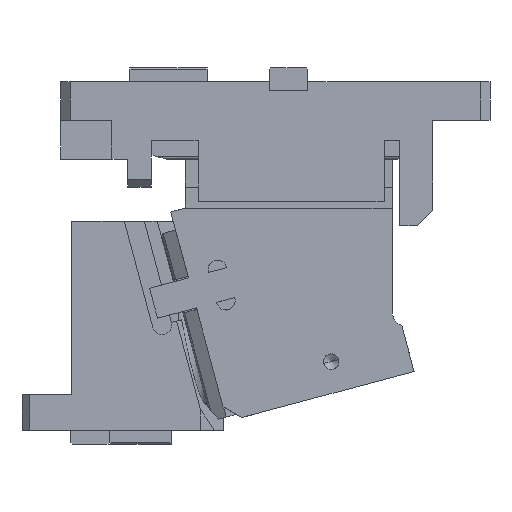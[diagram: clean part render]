
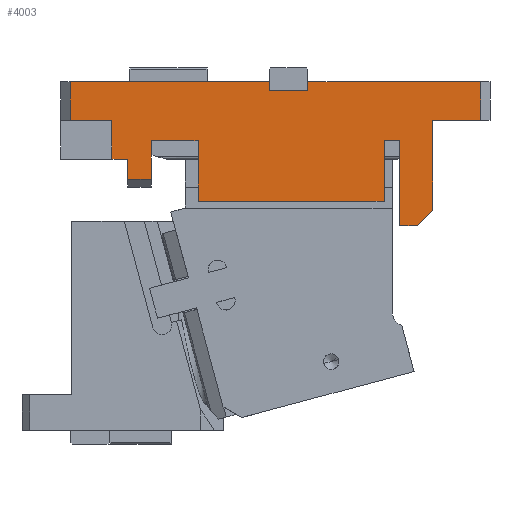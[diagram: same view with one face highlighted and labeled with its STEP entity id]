
A CAD part, front view. The second image highlights one B-rep face of the part: STEP entity #4003.
In plain terms, the highlighted planar face has unit normal (0, -1, 0).
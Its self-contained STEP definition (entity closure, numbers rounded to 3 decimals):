
#431=CARTESIAN_POINT('Vertex',(-222.,-42.5,186.99)) ;
#434=CARTESIAN_POINT('Line Origine',(-157.75,-42.5,186.99)) ;
#438=CARTESIAN_POINT('Vertex',(-93.5,-42.5,186.99)) ;
#1016=CARTESIAN_POINT('Vertex',(-222.,-42.5,161.99)) ;
#1019=CARTESIAN_POINT('Line Origine',(-222.,-42.5,174.49)) ;
#1393=CARTESIAN_POINT('Line Origine',(-195.,-42.5,149.447)) ;
#1397=CARTESIAN_POINT('Vertex',(-195.,-42.5,161.99)) ;
#1399=CARTESIAN_POINT('Vertex',(-195.,-42.5,136.904)) ;
#1574=CARTESIAN_POINT('Vertex',(-139.376,-42.5,109.904)) ;
#1577=CARTESIAN_POINT('Line Origine',(-139.376,-42.5,129.404)) ;
#1581=CARTESIAN_POINT('Vertex',(-139.376,-42.5,148.904)) ;
#2075=CARTESIAN_POINT('Vertex',(-9.186,-42.5,148.904)) ;
#2078=CARTESIAN_POINT('Line Origine',(-14.281,-42.5,148.904)) ;
#2082=CARTESIAN_POINT('Vertex',(-19.376,-42.5,148.904)) ;
#2097=CARTESIAN_POINT('Line Origine',(-154.531,-42.5,148.904)) ;
#2101=CARTESIAN_POINT('Vertex',(-169.686,-42.5,148.904)) ;
#2430=CARTESIAN_POINT('Vertex',(-9.186,-42.5,93.99)) ;
#2433=CARTESIAN_POINT('Line Origine',(-9.186,-42.5,121.447)) ;
#2871=CARTESIAN_POINT('Vertex',(-68.5,-42.5,180.99)) ;
#2874=CARTESIAN_POINT('Line Origine',(-68.5,-42.5,183.99)) ;
#2878=CARTESIAN_POINT('Vertex',(-68.5,-42.5,186.99)) ;
#2912=CARTESIAN_POINT('Line Origine',(-93.5,-42.5,183.99)) ;
#2916=CARTESIAN_POINT('Vertex',(-93.5,-42.5,180.99)) ;
#2936=CARTESIAN_POINT('Line Origine',(-81.,-42.5,180.99)) ;
#3245=CARTESIAN_POINT('Line Origine',(43.,-42.5,174.49)) ;
#3249=CARTESIAN_POINT('Vertex',(43.,-42.5,161.99)) ;
#3251=CARTESIAN_POINT('Vertex',(43.,-42.5,186.99)) ;
#3352=CARTESIAN_POINT('Line Origine',(-12.75,-42.5,186.99)) ;
#3436=CARTESIAN_POINT('Vertex',(12.,-42.5,161.99)) ;
#3444=CARTESIAN_POINT('Line Origine',(27.5,-42.5,161.99)) ;
#3479=CARTESIAN_POINT('Line Origine',(12.,-42.5,132.99)) ;
#3483=CARTESIAN_POINT('Vertex',(12.,-42.5,103.99)) ;
#3517=CARTESIAN_POINT('Line Origine',(7.,-42.5,98.99)) ;
#3521=CARTESIAN_POINT('Vertex',(2.,-42.5,93.99)) ;
#3546=CARTESIAN_POINT('Line Origine',(-3.593,-42.5,93.99)) ;
#3645=CARTESIAN_POINT('Vertex',(-169.686,-42.5,123.904)) ;
#3662=CARTESIAN_POINT('Line Origine',(-169.686,-42.5,136.404)) ;
#3681=CARTESIAN_POINT('Line Origine',(-177.186,-42.5,123.904)) ;
#3685=CARTESIAN_POINT('Vertex',(-184.686,-42.5,123.904)) ;
#3753=CARTESIAN_POINT('Line Origine',(-184.686,-42.5,130.404)) ;
#3757=CARTESIAN_POINT('Vertex',(-184.686,-42.5,136.904)) ;
#3793=CARTESIAN_POINT('Line Origine',(-189.843,-42.5,136.904)) ;
#3942=CARTESIAN_POINT('Line Origine',(-208.5,-42.5,161.99)) ;
#3961=CARTESIAN_POINT('Axis2P3D Location',(21.24,-42.5,53.51)) ;
#3966=CARTESIAN_POINT('Line Origine',(-79.376,-42.5,109.904)) ;
#3970=CARTESIAN_POINT('Vertex',(-19.376,-42.5,109.904)) ;
#3973=CARTESIAN_POINT('Line Origine',(-19.376,-42.5,129.404)) ;
#435=DIRECTION('Vector Direction',(-1.,0.,0.)) ;
#1020=DIRECTION('Vector Direction',(0.,0.,-1.)) ;
#1394=DIRECTION('Vector Direction',(0.,0.,-1.)) ;
#1578=DIRECTION('Vector Direction',(0.,0.,1.)) ;
#2079=DIRECTION('Vector Direction',(1.,0.,0.)) ;
#2098=DIRECTION('Vector Direction',(1.,0.,0.)) ;
#2434=DIRECTION('Vector Direction',(0.,0.,1.)) ;
#2875=DIRECTION('Vector Direction',(0.,0.,1.)) ;
#2913=DIRECTION('Vector Direction',(0.,0.,1.)) ;
#2937=DIRECTION('Vector Direction',(-1.,0.,0.)) ;
#3246=DIRECTION('Vector Direction',(0.,0.,1.)) ;
#3353=DIRECTION('Vector Direction',(-1.,0.,0.)) ;
#3445=DIRECTION('Vector Direction',(1.,0.,0.)) ;
#3480=DIRECTION('Vector Direction',(0.,0.,-1.)) ;
#3518=DIRECTION('Vector Direction',(0.707,0.,0.707)) ;
#3547=DIRECTION('Vector Direction',(1.,0.,0.)) ;
#3663=DIRECTION('Vector Direction',(0.,0.,-1.)) ;
#3682=DIRECTION('Vector Direction',(1.,0.,0.)) ;
#3754=DIRECTION('Vector Direction',(0.,0.,-1.)) ;
#3794=DIRECTION('Vector Direction',(1.,0.,0.)) ;
#3943=DIRECTION('Vector Direction',(1.,0.,0.)) ;
#3962=DIRECTION('Axis2P3D Direction',(0.,1.,0.)) ;
#3963=DIRECTION('Axis2P3D XDirection',(0.,0.,1.)) ;
#3967=DIRECTION('Vector Direction',(-1.,0.,0.)) ;
#3974=DIRECTION('Vector Direction',(0.,0.,-1.)) ;
#3964=AXIS2_PLACEMENT_3D('Plane Axis2P3D',#3961,#3962,#3963) ;
#3979=ORIENTED_EDGE('',*,*,#3946,.T.) ;
#3980=ORIENTED_EDGE('',*,*,#1401,.T.) ;
#3981=ORIENTED_EDGE('',*,*,#3797,.T.) ;
#3982=ORIENTED_EDGE('',*,*,#3759,.T.) ;
#3983=ORIENTED_EDGE('',*,*,#3687,.T.) ;
#3984=ORIENTED_EDGE('',*,*,#3666,.F.) ;
#3985=ORIENTED_EDGE('',*,*,#2103,.T.) ;
#3986=ORIENTED_EDGE('',*,*,#1583,.F.) ;
#3987=ORIENTED_EDGE('',*,*,#3972,.F.) ;
#3988=ORIENTED_EDGE('',*,*,#3977,.F.) ;
#3989=ORIENTED_EDGE('',*,*,#2084,.T.) ;
#3990=ORIENTED_EDGE('',*,*,#2437,.F.) ;
#3991=ORIENTED_EDGE('',*,*,#3550,.T.) ;
#3992=ORIENTED_EDGE('',*,*,#3523,.T.) ;
#3993=ORIENTED_EDGE('',*,*,#3485,.F.) ;
#3994=ORIENTED_EDGE('',*,*,#3448,.T.) ;
#3995=ORIENTED_EDGE('',*,*,#3253,.T.) ;
#3996=ORIENTED_EDGE('',*,*,#3356,.T.) ;
#3997=ORIENTED_EDGE('',*,*,#2880,.F.) ;
#3998=ORIENTED_EDGE('',*,*,#2940,.T.) ;
#3999=ORIENTED_EDGE('',*,*,#2918,.T.) ;
#4000=ORIENTED_EDGE('',*,*,#440,.T.) ;
#4001=ORIENTED_EDGE('',*,*,#1023,.T.) ;
#436=VECTOR('Line Direction',#435,1.) ;
#1021=VECTOR('Line Direction',#1020,1.) ;
#1395=VECTOR('Line Direction',#1394,1.) ;
#1579=VECTOR('Line Direction',#1578,1.) ;
#2080=VECTOR('Line Direction',#2079,1.) ;
#2099=VECTOR('Line Direction',#2098,1.) ;
#2435=VECTOR('Line Direction',#2434,1.) ;
#2876=VECTOR('Line Direction',#2875,1.) ;
#2914=VECTOR('Line Direction',#2913,1.) ;
#2938=VECTOR('Line Direction',#2937,1.) ;
#3247=VECTOR('Line Direction',#3246,1.) ;
#3354=VECTOR('Line Direction',#3353,1.) ;
#3446=VECTOR('Line Direction',#3445,1.) ;
#3481=VECTOR('Line Direction',#3480,1.) ;
#3519=VECTOR('Line Direction',#3518,1.) ;
#3548=VECTOR('Line Direction',#3547,1.) ;
#3664=VECTOR('Line Direction',#3663,1.) ;
#3683=VECTOR('Line Direction',#3682,1.) ;
#3755=VECTOR('Line Direction',#3754,1.) ;
#3795=VECTOR('Line Direction',#3794,1.) ;
#3944=VECTOR('Line Direction',#3943,1.) ;
#3968=VECTOR('Line Direction',#3967,1.) ;
#3975=VECTOR('Line Direction',#3974,1.) ;
#4003=ADVANCED_FACE('CAM HOLDER',(#4002),#3965,.F.) ;
#440=EDGE_CURVE('',#439,#432,#437,.T.) ;
#1023=EDGE_CURVE('',#432,#1017,#1022,.T.) ;
#1401=EDGE_CURVE('',#1398,#1400,#1396,.T.) ;
#1583=EDGE_CURVE('',#1575,#1582,#1580,.T.) ;
#2084=EDGE_CURVE('',#2083,#2076,#2081,.T.) ;
#2103=EDGE_CURVE('',#2102,#1582,#2100,.T.) ;
#2437=EDGE_CURVE('',#2431,#2076,#2436,.T.) ;
#2880=EDGE_CURVE('',#2872,#2879,#2877,.T.) ;
#2918=EDGE_CURVE('',#2917,#439,#2915,.T.) ;
#2940=EDGE_CURVE('',#2872,#2917,#2939,.T.) ;
#3253=EDGE_CURVE('',#3250,#3252,#3248,.T.) ;
#3356=EDGE_CURVE('',#3252,#2879,#3355,.T.) ;
#3448=EDGE_CURVE('',#3437,#3250,#3447,.T.) ;
#3485=EDGE_CURVE('',#3437,#3484,#3482,.T.) ;
#3523=EDGE_CURVE('',#3522,#3484,#3520,.T.) ;
#3550=EDGE_CURVE('',#2431,#3522,#3549,.T.) ;
#3666=EDGE_CURVE('',#2102,#3646,#3665,.T.) ;
#3687=EDGE_CURVE('',#3686,#3646,#3684,.T.) ;
#3759=EDGE_CURVE('',#3758,#3686,#3756,.T.) ;
#3797=EDGE_CURVE('',#1400,#3758,#3796,.T.) ;
#3946=EDGE_CURVE('',#1017,#1398,#3945,.T.) ;
#3972=EDGE_CURVE('',#3971,#1575,#3969,.T.) ;
#3977=EDGE_CURVE('',#2083,#3971,#3976,.T.) ;
#3978=EDGE_LOOP('',(#3979,#3980,#3981,#3982,#3983,#3984,#3985,#3986,#3987,#3988,#3989,#3990,#3991,#3992,#3993,#3994,#3995,#3996,#3997,#3998,#3999,#4000,#4001)) ;
#4002=FACE_OUTER_BOUND('',#3978,.T.) ;
#437=LINE('Line',#434,#436) ;
#1022=LINE('Line',#1019,#1021) ;
#1396=LINE('Line',#1393,#1395) ;
#1580=LINE('Line',#1577,#1579) ;
#2081=LINE('Line',#2078,#2080) ;
#2100=LINE('Line',#2097,#2099) ;
#2436=LINE('Line',#2433,#2435) ;
#2877=LINE('Line',#2874,#2876) ;
#2915=LINE('Line',#2912,#2914) ;
#2939=LINE('Line',#2936,#2938) ;
#3248=LINE('Line',#3245,#3247) ;
#3355=LINE('Line',#3352,#3354) ;
#3447=LINE('Line',#3444,#3446) ;
#3482=LINE('Line',#3479,#3481) ;
#3520=LINE('Line',#3517,#3519) ;
#3549=LINE('Line',#3546,#3548) ;
#3665=LINE('Line',#3662,#3664) ;
#3684=LINE('Line',#3681,#3683) ;
#3756=LINE('Line',#3753,#3755) ;
#3796=LINE('Line',#3793,#3795) ;
#3945=LINE('Line',#3942,#3944) ;
#3969=LINE('Line',#3966,#3968) ;
#3976=LINE('Line',#3973,#3975) ;
#3965=PLANE('Plane',#3964) ;
#432=VERTEX_POINT('',#431) ;
#439=VERTEX_POINT('',#438) ;
#1017=VERTEX_POINT('',#1016) ;
#1398=VERTEX_POINT('',#1397) ;
#1400=VERTEX_POINT('',#1399) ;
#1575=VERTEX_POINT('',#1574) ;
#1582=VERTEX_POINT('',#1581) ;
#2076=VERTEX_POINT('',#2075) ;
#2083=VERTEX_POINT('',#2082) ;
#2102=VERTEX_POINT('',#2101) ;
#2431=VERTEX_POINT('',#2430) ;
#2872=VERTEX_POINT('',#2871) ;
#2879=VERTEX_POINT('',#2878) ;
#2917=VERTEX_POINT('',#2916) ;
#3250=VERTEX_POINT('',#3249) ;
#3252=VERTEX_POINT('',#3251) ;
#3437=VERTEX_POINT('',#3436) ;
#3484=VERTEX_POINT('',#3483) ;
#3522=VERTEX_POINT('',#3521) ;
#3646=VERTEX_POINT('',#3645) ;
#3686=VERTEX_POINT('',#3685) ;
#3758=VERTEX_POINT('',#3757) ;
#3971=VERTEX_POINT('',#3970) ;
